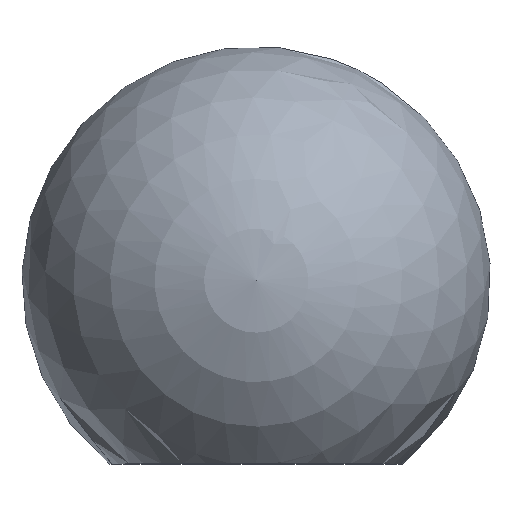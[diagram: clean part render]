
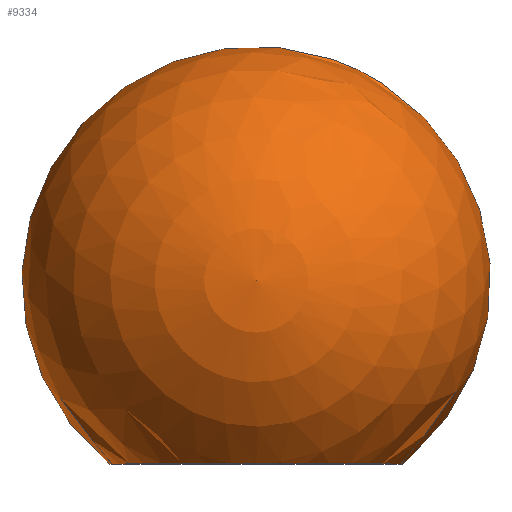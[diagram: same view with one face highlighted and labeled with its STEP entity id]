
A CAD part, top view. The second image highlights one B-rep face of the part: STEP entity #9334.
In plain terms, the highlighted spherical face has radius 10 mm.
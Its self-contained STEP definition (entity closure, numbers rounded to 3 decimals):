
#537 = DIRECTION ( 'NONE',  ( 0., 1., 0. ) ) ;
#657 = CARTESIAN_POINT ( 'NONE',  ( 0., 10., 0. ) ) ;
#1143 = ORIENTED_EDGE ( 'NONE', *, *, #1966, .T. ) ;
#1966 = EDGE_CURVE ( 'NONE', #5073, #5073, #9270, .T. ) ;
#3844 = DIRECTION ( 'NONE',  ( 0., 0., -1. ) ) ;
#4953 = CARTESIAN_POINT ( 'NONE',  ( 0., 2.186, 6.24 ) ) ;
#5073 = VERTEX_POINT ( 'NONE', #4953 ) ;
#9270 = CIRCLE ( 'NONE', #9341, 6.24 ) ;
#9334 = ADVANCED_FACE ( 'NONE', ( #9990 ), #9490, .T. ) ;
#9341 = AXIS2_PLACEMENT_3D ( 'NONE', #13247, #537, #13201 ) ;
#9490 = SPHERICAL_SURFACE ( 'NONE', #10900, 10. ) ;
#9990 = FACE_OUTER_BOUND ( 'NONE', #13472, .T. ) ;
#10900 = AXIS2_PLACEMENT_3D ( 'NONE', #657, #3844, #13414 ) ;
#13201 = DIRECTION ( 'NONE',  ( 0., 0., 1. ) ) ;
#13247 = CARTESIAN_POINT ( 'NONE',  ( 0., 2.186, 0. ) ) ;
#13414 = DIRECTION ( 'NONE',  ( -1., 0., 0. ) ) ;
#13472 = EDGE_LOOP ( 'NONE', ( #1143 ) ) ;
